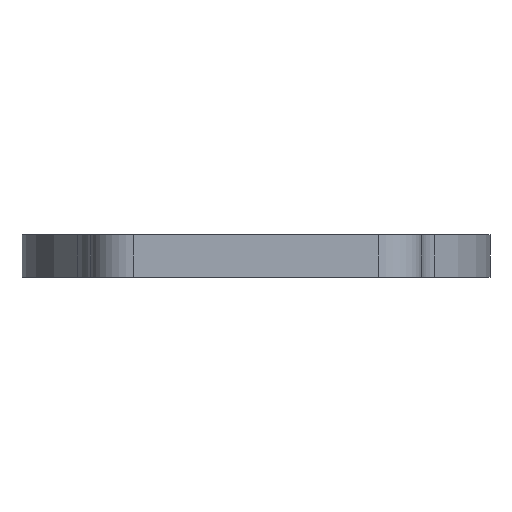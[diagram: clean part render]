
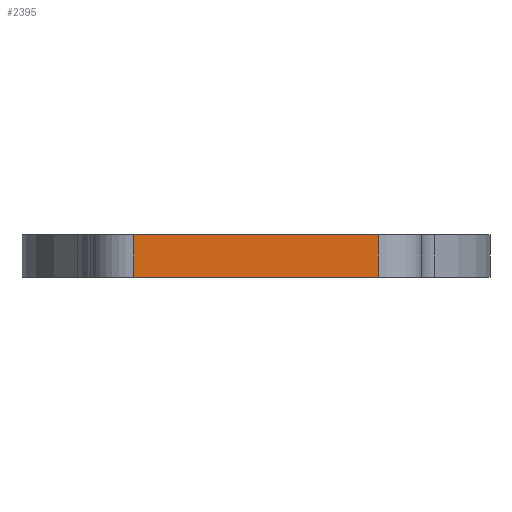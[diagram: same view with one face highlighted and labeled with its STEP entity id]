
A CAD part, left-side view. The second image highlights one B-rep face of the part: STEP entity #2395.
In plain terms, the highlighted planar face has unit normal (-1, 0, 0).
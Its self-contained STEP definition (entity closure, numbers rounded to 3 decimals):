
#31 = EDGE_CURVE ( 'NONE', #2563, #125, #1104, .T. ) ;
#66 = VECTOR ( 'NONE', #73, 1000. ) ;
#73 = DIRECTION ( 'NONE',  ( 0., -1., 0. ) ) ;
#125 = VERTEX_POINT ( 'NONE', #1905 ) ;
#138 = CARTESIAN_POINT ( 'NONE',  ( -80., 8.667, 3. ) ) ;
#217 = DIRECTION ( 'NONE',  ( 0., 0., -1. ) ) ;
#259 = DIRECTION ( 'NONE',  ( 1., 0., 0. ) ) ;
#292 = VECTOR ( 'NONE', #1939, 1000. ) ;
#474 = CARTESIAN_POINT ( 'NONE',  ( -80., -8.667, 3. ) ) ;
#524 = CARTESIAN_POINT ( 'NONE',  ( -80., 8.667, 3. ) ) ;
#692 = EDGE_CURVE ( 'NONE', #1427, #2202, #1461, .T. ) ;
#858 = CARTESIAN_POINT ( 'NONE',  ( -80., -8.667, 0. ) ) ;
#1100 = AXIS2_PLACEMENT_3D ( 'NONE', #1749, #259, #2540 ) ;
#1104 = LINE ( 'NONE', #1686, #2592 ) ;
#1115 = LINE ( 'NONE', #524, #292 ) ;
#1328 = LINE ( 'NONE', #1934, #66 ) ;
#1345 = PLANE ( 'NONE',  #1100 ) ;
#1372 = EDGE_CURVE ( 'NONE', #2563, #1427, #1115, .T. ) ;
#1427 = VERTEX_POINT ( 'NONE', #474 ) ;
#1447 = ORIENTED_EDGE ( 'NONE', *, *, #1372, .F. ) ;
#1461 = LINE ( 'NONE', #2277, #2384 ) ;
#1469 = ORIENTED_EDGE ( 'NONE', *, *, #31, .T. ) ;
#1673 = ORIENTED_EDGE ( 'NONE', *, *, #2332, .T. ) ;
#1686 = CARTESIAN_POINT ( 'NONE',  ( -80., 8.667, 3. ) ) ;
#1749 = CARTESIAN_POINT ( 'NONE',  ( -80., 8.667, 3. ) ) ;
#1905 = CARTESIAN_POINT ( 'NONE',  ( -80., 8.667, 0. ) ) ;
#1922 = FACE_OUTER_BOUND ( 'NONE', #2627, .T. ) ;
#1934 = CARTESIAN_POINT ( 'NONE',  ( -80., 8.667, 0. ) ) ;
#1939 = DIRECTION ( 'NONE',  ( 0., -1., 0. ) ) ;
#1952 = ORIENTED_EDGE ( 'NONE', *, *, #692, .F. ) ;
#2202 = VERTEX_POINT ( 'NONE', #858 ) ;
#2277 = CARTESIAN_POINT ( 'NONE',  ( -80., -8.667, 3. ) ) ;
#2332 = EDGE_CURVE ( 'NONE', #125, #2202, #1328, .T. ) ;
#2384 = VECTOR ( 'NONE', #217, 1000. ) ;
#2395 = ADVANCED_FACE ( 'NONE', ( #1922 ), #1345, .F. ) ;
#2501 = DIRECTION ( 'NONE',  ( 0., 0., -1. ) ) ;
#2540 = DIRECTION ( 'NONE',  ( 0., 0., -1. ) ) ;
#2563 = VERTEX_POINT ( 'NONE', #138 ) ;
#2592 = VECTOR ( 'NONE', #2501, 1000. ) ;
#2627 = EDGE_LOOP ( 'NONE', ( #1673, #1952, #1447, #1469 ) ) ;
